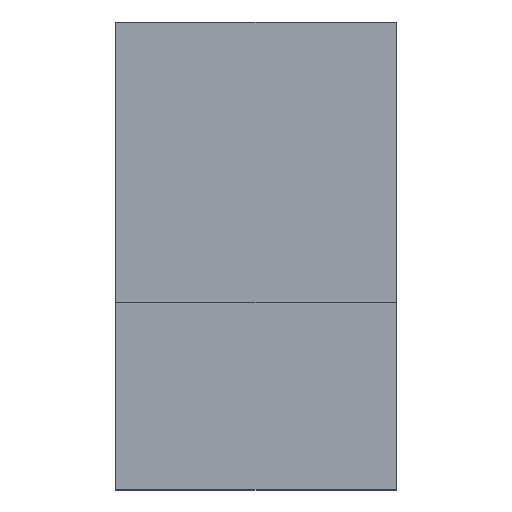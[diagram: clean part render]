
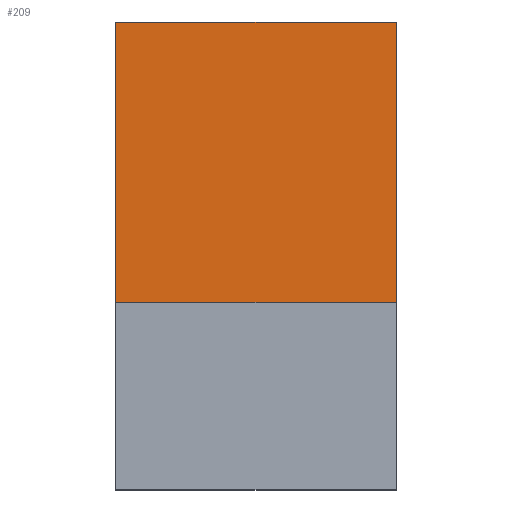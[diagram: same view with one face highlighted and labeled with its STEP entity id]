
A CAD part, top view. The second image highlights one B-rep face of the part: STEP entity #209.
In plain terms, the highlighted planar face has unit normal (0, 0, 1).
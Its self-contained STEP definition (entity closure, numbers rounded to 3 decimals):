
#37=FACE_OUTER_BOUND('',#49,.T.);
#49=EDGE_LOOP('',(#179,#180,#181,#182));
#65=LINE('',#347,#89);
#68=LINE('',#353,#92);
#71=LINE('',#359,#95);
#74=LINE('',#363,#98);
#89=VECTOR('',#287,10.);
#92=VECTOR('',#292,10.);
#95=VECTOR('',#297,10.);
#98=VECTOR('',#302,10.);
#109=VERTEX_POINT('',#344);
#110=VERTEX_POINT('',#346);
#112=VERTEX_POINT('',#352);
#114=VERTEX_POINT('',#358);
#129=EDGE_CURVE('',#110,#109,#65,.T.);
#132=EDGE_CURVE('',#112,#110,#68,.T.);
#135=EDGE_CURVE('',#114,#112,#71,.T.);
#138=EDGE_CURVE('',#109,#114,#74,.T.);
#179=ORIENTED_EDGE('',*,*,#138,.T.);
#180=ORIENTED_EDGE('',*,*,#135,.T.);
#181=ORIENTED_EDGE('',*,*,#132,.T.);
#182=ORIENTED_EDGE('',*,*,#129,.T.);
#197=PLANE('',#249);
#209=ADVANCED_FACE('',(#37),#197,.T.);
#249=AXIS2_PLACEMENT_3D('',#364,#303,#304);
#287=DIRECTION('',(0.,-1.,0.));
#292=DIRECTION('',(-1.,0.,0.));
#297=DIRECTION('',(0.,1.,0.));
#302=DIRECTION('',(1.,0.,0.));
#303=DIRECTION('center_axis',(0.,0.,1.));
#304=DIRECTION('ref_axis',(1.,0.,0.));
#344=CARTESIAN_POINT('',(0.,0.,10.));
#346=CARTESIAN_POINT('',(0.,15.,10.));
#347=CARTESIAN_POINT('',(0.,0.,10.));
#352=CARTESIAN_POINT('',(15.,15.,10.));
#353=CARTESIAN_POINT('',(0.,15.,10.));
#358=CARTESIAN_POINT('',(15.,0.,10.));
#359=CARTESIAN_POINT('',(15.,15.,10.));
#363=CARTESIAN_POINT('',(15.,0.,10.));
#364=CARTESIAN_POINT('Origin',(7.5,7.5,10.));
